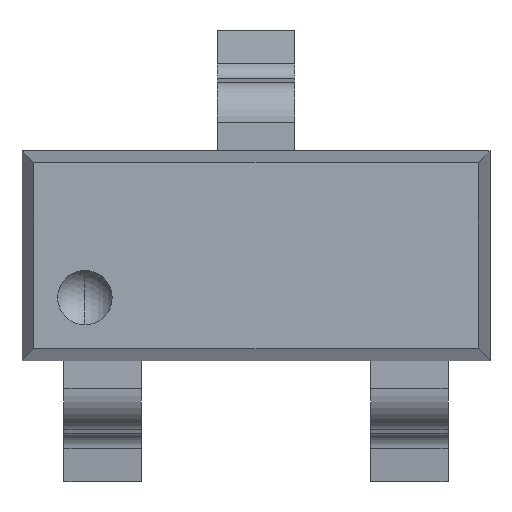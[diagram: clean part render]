
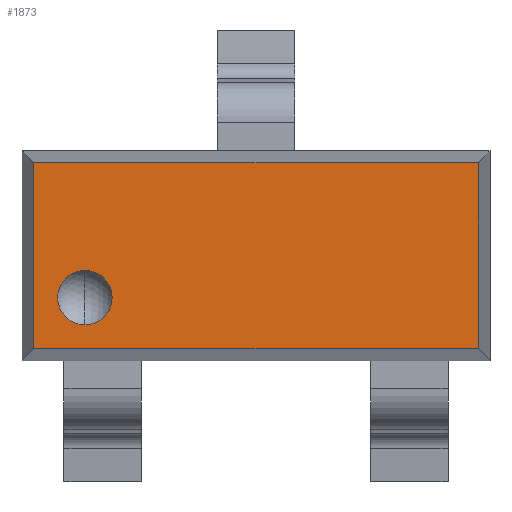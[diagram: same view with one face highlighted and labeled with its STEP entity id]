
A CAD part, top view. The second image highlights one B-rep face of the part: STEP entity #1873.
In plain terms, the highlighted planar face has unit normal (0, 0, 1).
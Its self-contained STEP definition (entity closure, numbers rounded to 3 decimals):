
#20 = VECTOR ( 'NONE', #754, 1000. ) ;
#29 = EDGE_CURVE ( 'NONE', #1230, #32, #1505, .T. ) ;
#32 = VERTEX_POINT ( 'NONE', #1187 ) ;
#120 = CARTESIAN_POINT ( 'NONE',  ( -1.376, 0.65, 1.3 ) ) ;
#135 = LINE ( 'NONE', #159, #443 ) ;
#138 = DIRECTION ( 'NONE',  ( -1., 0., 0. ) ) ;
#155 = CARTESIAN_POINT ( 'NONE',  ( -1.376, -0.576, 1.3 ) ) ;
#159 = CARTESIAN_POINT ( 'NONE',  ( 1.45, 0.576, 1.3 ) ) ;
#180 = DIRECTION ( 'NONE',  ( -1., 0., 0. ) ) ;
#197 = AXIS2_PLACEMENT_3D ( 'NONE', #1711, #1050, #138 ) ;
#205 = CARTESIAN_POINT ( 'NONE',  ( 1.45, -0.576, 1.3 ) ) ;
#289 = PLANE ( 'NONE',  #197 ) ;
#311 = CARTESIAN_POINT ( 'NONE',  ( 1.376, 0.65, 1.3 ) ) ;
#394 = DIRECTION ( 'NONE',  ( 1., 0., 0. ) ) ;
#443 = VECTOR ( 'NONE', #757, 1000. ) ;
#530 = DIRECTION ( 'NONE',  ( -1., 0., 0. ) ) ;
#562 = CARTESIAN_POINT ( 'NONE',  ( -1.06, -0.26, 1.3 ) ) ;
#595 = CARTESIAN_POINT ( 'NONE',  ( -1.06, -0.091, 1.3 ) ) ;
#607 = ORIENTED_EDGE ( 'NONE', *, *, #29, .F. ) ;
#615 = EDGE_CURVE ( 'NONE', #1036, #1373, #1722, .T. ) ;
#636 = ORIENTED_EDGE ( 'NONE', *, *, #1105, .T. ) ;
#640 = EDGE_CURVE ( 'NONE', #1814, #1664, #1540, .T. ) ;
#754 = DIRECTION ( 'NONE',  ( 0., -1., 0. ) ) ;
#757 = DIRECTION ( 'NONE',  ( -1., 0., 0. ) ) ;
#764 = EDGE_CURVE ( 'NONE', #32, #1230, #1427, .T. ) ;
#813 = ORIENTED_EDGE ( 'NONE', *, *, #1324, .T. ) ;
#936 = DIRECTION ( 'NONE',  ( 0., 1., 0. ) ) ;
#1036 = VERTEX_POINT ( 'NONE', #1926 ) ;
#1050 = DIRECTION ( 'NONE',  ( 0., 0., -1. ) ) ;
#1105 = EDGE_CURVE ( 'NONE', #1664, #1036, #1163, .T. ) ;
#1140 = AXIS2_PLACEMENT_3D ( 'NONE', #1255, #1893, #180 ) ;
#1163 = LINE ( 'NONE', #205, #1174 ) ;
#1174 = VECTOR ( 'NONE', #394, 1000. ) ;
#1187 = CARTESIAN_POINT ( 'NONE',  ( -1.06, -0.429, 1.3 ) ) ;
#1230 = VERTEX_POINT ( 'NONE', #595 ) ;
#1247 = EDGE_LOOP ( 'NONE', ( #1894, #607 ) ) ;
#1249 = FACE_BOUND ( 'NONE', #1247, .T. ) ;
#1255 = CARTESIAN_POINT ( 'NONE',  ( -1.06, -0.26, 1.3 ) ) ;
#1324 = EDGE_CURVE ( 'NONE', #1373, #1814, #135, .T. ) ;
#1373 = VERTEX_POINT ( 'NONE', #1420 ) ;
#1420 = CARTESIAN_POINT ( 'NONE',  ( 1.376, 0.576, 1.3 ) ) ;
#1427 = CIRCLE ( 'NONE', #1461, 0.169 ) ;
#1461 = AXIS2_PLACEMENT_3D ( 'NONE', #562, #1788, #530 ) ;
#1505 = CIRCLE ( 'NONE', #1140, 0.169 ) ;
#1520 = ORIENTED_EDGE ( 'NONE', *, *, #615, .T. ) ;
#1540 = LINE ( 'NONE', #120, #20 ) ;
#1568 = VECTOR ( 'NONE', #936, 1000. ) ;
#1664 = VERTEX_POINT ( 'NONE', #155 ) ;
#1689 = FACE_OUTER_BOUND ( 'NONE', #1721, .T. ) ;
#1711 = CARTESIAN_POINT ( 'NONE',  ( 1.45, 0.65, 1.3 ) ) ;
#1721 = EDGE_LOOP ( 'NONE', ( #1520, #813, #1990, #636 ) ) ;
#1722 = LINE ( 'NONE', #311, #1568 ) ;
#1788 = DIRECTION ( 'NONE',  ( 0., 0., 1. ) ) ;
#1814 = VERTEX_POINT ( 'NONE', #1984 ) ;
#1873 = ADVANCED_FACE ( 'NONE', ( #1689, #1249 ), #289, .F. ) ;
#1893 = DIRECTION ( 'NONE',  ( 0., 0., 1. ) ) ;
#1894 = ORIENTED_EDGE ( 'NONE', *, *, #764, .F. ) ;
#1926 = CARTESIAN_POINT ( 'NONE',  ( 1.376, -0.576, 1.3 ) ) ;
#1984 = CARTESIAN_POINT ( 'NONE',  ( -1.376, 0.576, 1.3 ) ) ;
#1990 = ORIENTED_EDGE ( 'NONE', *, *, #640, .T. ) ;
